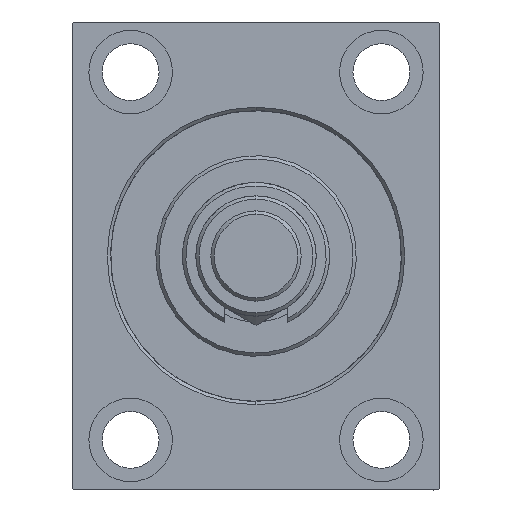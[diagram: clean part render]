
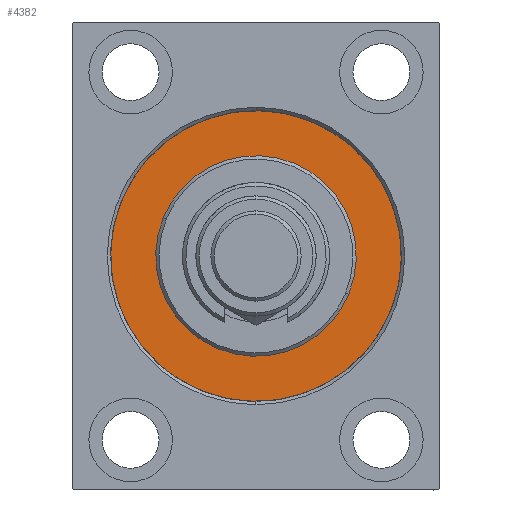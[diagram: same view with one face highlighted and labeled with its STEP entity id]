
A CAD part, left-side view. The second image highlights one B-rep face of the part: STEP entity #4382.
In plain terms, the highlighted face is planar.
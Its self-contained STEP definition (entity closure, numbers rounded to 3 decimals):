
#450 = DIRECTION ( 'NONE',  ( 0., 0., -1. ) ) ;
#4382 = ADVANCED_FACE ( 'NONE', ( #39517, #32439 ), #7882, .F. ) ;
#4746 = AXIS2_PLACEMENT_3D ( 'NONE', #15075, #29490, #19111 ) ;
#5072 = EDGE_CURVE ( 'NONE', #40757, #44404, #34936, .T. ) ;
#5478 = DIRECTION ( 'NONE',  ( 0., 0., 1. ) ) ;
#5556 = ORIENTED_EDGE ( 'NONE', *, *, #26442, .F. ) ;
#6446 = CARTESIAN_POINT ( 'NONE',  ( 0., 0., -43.5 ) ) ;
#7090 = EDGE_CURVE ( 'NONE', #43986, #29398, #12285, .T. ) ;
#7762 = EDGE_LOOP ( 'NONE', ( #23138, #5556 ) ) ;
#7882 = PLANE ( 'NONE',  #35633 ) ;
#9093 = AXIS2_PLACEMENT_3D ( 'NONE', #12783, #42052, #5478 ) ;
#12285 = CIRCLE ( 'NONE', #35695, 43.5 ) ;
#12783 = CARTESIAN_POINT ( 'NONE',  ( 0., 0., 0. ) ) ;
#13650 = DIRECTION ( 'NONE',  ( -1., 0., 0. ) ) ;
#15075 = CARTESIAN_POINT ( 'NONE',  ( 0., 0., 0. ) ) ;
#17489 = CARTESIAN_POINT ( 'NONE',  ( 0., 0., 43.5 ) ) ;
#17678 = CIRCLE ( 'NONE', #26715, 30. ) ;
#19111 = DIRECTION ( 'NONE',  ( 0., 0., -1. ) ) ;
#20396 = CIRCLE ( 'NONE', #9093, 43.5 ) ;
#20975 = CARTESIAN_POINT ( 'NONE',  ( 0., 0., -30. ) ) ;
#23138 = ORIENTED_EDGE ( 'NONE', *, *, #7090, .F. ) ;
#24756 = CARTESIAN_POINT ( 'NONE',  ( 0., 0., 0. ) ) ;
#26442 = EDGE_CURVE ( 'NONE', #29398, #43986, #20396, .T. ) ;
#26715 = AXIS2_PLACEMENT_3D ( 'NONE', #42486, #46269, #450 ) ;
#29398 = VERTEX_POINT ( 'NONE', #17489 ) ;
#29490 = DIRECTION ( 'NONE',  ( 1., 0., 0. ) ) ;
#29601 = CARTESIAN_POINT ( 'NONE',  ( 0., 0., 0. ) ) ;
#31148 = DIRECTION ( 'NONE',  ( 0., 0., 1. ) ) ;
#32439 = FACE_OUTER_BOUND ( 'NONE', #7762, .T. ) ;
#32587 = EDGE_LOOP ( 'NONE', ( #33043, #38604 ) ) ;
#33043 = ORIENTED_EDGE ( 'NONE', *, *, #40460, .F. ) ;
#34936 = CIRCLE ( 'NONE', #4746, 30. ) ;
#35633 = AXIS2_PLACEMENT_3D ( 'NONE', #29601, #40452, #43526 ) ;
#35695 = AXIS2_PLACEMENT_3D ( 'NONE', #24756, #13650, #31148 ) ;
#38604 = ORIENTED_EDGE ( 'NONE', *, *, #5072, .F. ) ;
#39517 = FACE_BOUND ( 'NONE', #32587, .T. ) ;
#40452 = DIRECTION ( 'NONE',  ( -1., 0., 0. ) ) ;
#40460 = EDGE_CURVE ( 'NONE', #44404, #40757, #17678, .T. ) ;
#40757 = VERTEX_POINT ( 'NONE', #20975 ) ;
#40803 = CARTESIAN_POINT ( 'NONE',  ( 0., 0., 30. ) ) ;
#42052 = DIRECTION ( 'NONE',  ( -1., 0., 0. ) ) ;
#42486 = CARTESIAN_POINT ( 'NONE',  ( 0., 0., 0. ) ) ;
#43526 = DIRECTION ( 'NONE',  ( 0., 0., 1. ) ) ;
#43986 = VERTEX_POINT ( 'NONE', #6446 ) ;
#44404 = VERTEX_POINT ( 'NONE', #40803 ) ;
#46269 = DIRECTION ( 'NONE',  ( 1., 0., 0. ) ) ;
